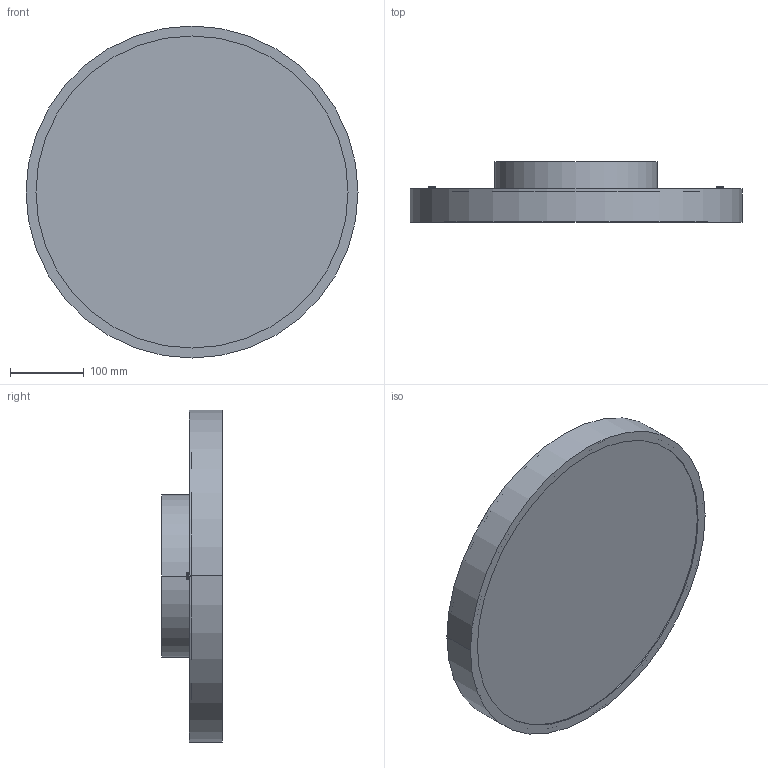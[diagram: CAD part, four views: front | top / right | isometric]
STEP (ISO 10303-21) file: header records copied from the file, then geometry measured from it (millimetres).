
FILE_DESCRIPTION((''),'2;1');
FILE_NAME('ROMI-F4-450-3_ASM','2019-12-19T',('Administrator'),(''),'PRO/ENGINEER BY PARAMETRIC TECHNOLOGY CORPORATION, 2010280','PRO/ENGINEER BY PARAMETRIC TECHNOLOGY CORPORATION, 2010280','');
FILE_SCHEMA(('CONFIG_CONTROL_DESIGN'));
Length unit declared in the file: millimetre
Products named in the file (1): ROMI-F4-450-3_ASM
Bounding box: 450 x 82 x 450 mm (x, y, z)
Volume: 854833.2 mm3; surface area: 965065.5 mm2
Topology: 2 solids, 2 shells, 953 faces, 2476 edges, 1606 vertices
Faces by surface type: cylinder 419, plane 205, bspline 184, torus 107, cone 38
Entity records: 39503 total; most frequent: CARTESIAN_POINT 16227, ORIENTED_EDGE 4952, DIRECTION 4781, EDGE_CURVE 2476, AXIS2_PLACEMENT_3D 2014, VERTEX_POINT 1606, CIRCLE 1245, EDGE_LOOP 1218
